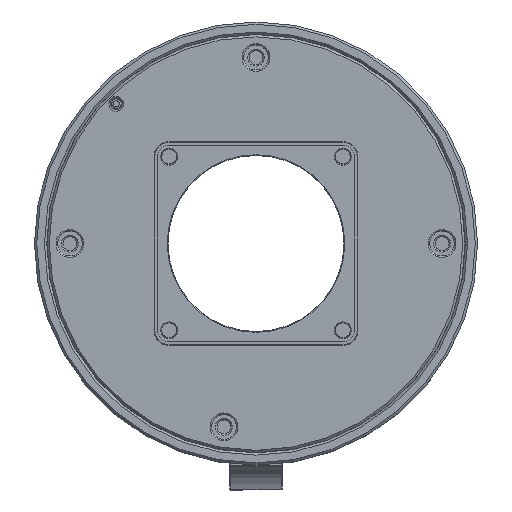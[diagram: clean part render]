
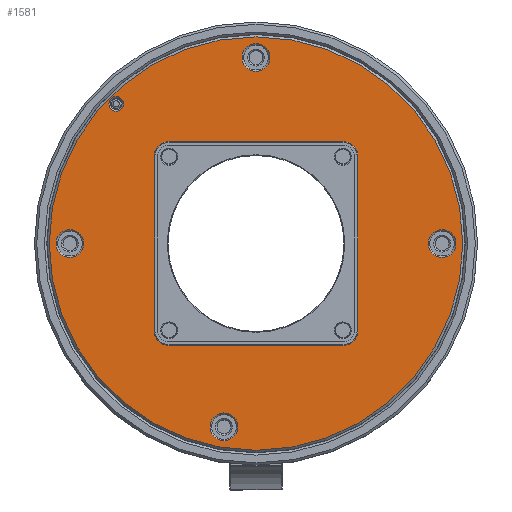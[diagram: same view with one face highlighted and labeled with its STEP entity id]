
A CAD part, top view. The second image highlights one B-rep face of the part: STEP entity #1581.
In plain terms, the highlighted planar face has unit normal (0, 0, 1).
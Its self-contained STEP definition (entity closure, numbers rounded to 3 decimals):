
#1055=FACE_BOUND('',#2154,.T.);
#1056=FACE_BOUND('',#2155,.T.);
#1057=FACE_BOUND('',#2156,.T.);
#1058=FACE_BOUND('',#2157,.T.);
#1059=FACE_BOUND('',#2158,.T.);
#1060=FACE_BOUND('',#2159,.T.);
#1061=FACE_BOUND('',#2160,.T.);
#1320=CIRCLE('',#4653,0.95);
#1321=CIRCLE('',#4654,1.8);
#1322=CIRCLE('',#4655,1.8);
#1323=CIRCLE('',#4656,1.8);
#1324=CIRCLE('',#4657,1.8);
#1325=CIRCLE('',#4658,26.775);
#1326=CIRCLE('',#4659,1.95);
#1327=CIRCLE('',#4660,1.95);
#1328=CIRCLE('',#4661,1.95);
#1329=CIRCLE('',#4662,1.95);
#1581=ADVANCED_FACE('',(#1055,#1056,#1057,#1058,#1059,#1060,#1061),#1732,
 .T.);
#1732=PLANE('',#4663);
#2154=EDGE_LOOP('',(#2920));
#2155=EDGE_LOOP('',(#2921));
#2156=EDGE_LOOP('',(#2922));
#2157=EDGE_LOOP('',(#2923));
#2158=EDGE_LOOP('',(#2924));
#2159=EDGE_LOOP('',(#2925));
#2160=EDGE_LOOP('',(#2926,#2927,#2928,#2929,#2930,#2931,#2932,#2933));
#2920=ORIENTED_EDGE('',*,*,#3796,.T.);
#2921=ORIENTED_EDGE('',*,*,#3797,.T.);
#2922=ORIENTED_EDGE('',*,*,#3798,.T.);
#2923=ORIENTED_EDGE('',*,*,#3799,.T.);
#2924=ORIENTED_EDGE('',*,*,#3800,.T.);
#2925=ORIENTED_EDGE('',*,*,#3801,.T.);
#2926=ORIENTED_EDGE('',*,*,#3802,.T.);
#2927=ORIENTED_EDGE('',*,*,#3803,.T.);
#2928=ORIENTED_EDGE('',*,*,#3804,.T.);
#2929=ORIENTED_EDGE('',*,*,#3805,.T.);
#2930=ORIENTED_EDGE('',*,*,#3806,.T.);
#2931=ORIENTED_EDGE('',*,*,#3807,.T.);
#2932=ORIENTED_EDGE('',*,*,#3808,.T.);
#2933=ORIENTED_EDGE('',*,*,#3809,.T.);
#3387=VERTEX_POINT('',#6722);
#3388=VERTEX_POINT('',#6724);
#3389=VERTEX_POINT('',#6726);
#3390=VERTEX_POINT('',#6728);
#3391=VERTEX_POINT('',#6730);
#3392=VERTEX_POINT('',#6732);
#3393=VERTEX_POINT('',#6734);
#3394=VERTEX_POINT('',#6735);
#3395=VERTEX_POINT('',#6737);
#3396=VERTEX_POINT('',#6739);
#3397=VERTEX_POINT('',#6741);
#3398=VERTEX_POINT('',#6743);
#3399=VERTEX_POINT('',#6745);
#3400=VERTEX_POINT('',#6747);
#3796=EDGE_CURVE('',#3387,#3387,#1320,.T.);
#3797=EDGE_CURVE('',#3388,#3388,#1321,.T.);
#3798=EDGE_CURVE('',#3389,#3389,#1322,.T.);
#3799=EDGE_CURVE('',#3390,#3390,#1323,.T.);
#3800=EDGE_CURVE('',#3391,#3391,#1324,.T.);
#3801=EDGE_CURVE('',#3392,#3392,#1325,.T.);
#3802=EDGE_CURVE('',#3393,#3394,#4078,.T.);
#3803=EDGE_CURVE('',#3394,#3395,#1326,.T.);
#3804=EDGE_CURVE('',#3395,#3396,#4079,.T.);
#3805=EDGE_CURVE('',#3396,#3397,#1327,.T.);
#3806=EDGE_CURVE('',#3397,#3398,#4080,.T.);
#3807=EDGE_CURVE('',#3398,#3399,#1328,.T.);
#3808=EDGE_CURVE('',#3399,#3400,#4081,.T.);
#3809=EDGE_CURVE('',#3400,#3393,#1329,.T.);
#4078=LINE('',#6733,#4278);
#4079=LINE('',#6738,#4279);
#4080=LINE('',#6742,#4280);
#4081=LINE('',#6746,#4281);
#4278=VECTOR('',#5651,1.);
#4279=VECTOR('',#5654,1.);
#4280=VECTOR('',#5657,1.);
#4281=VECTOR('',#5660,1.);
#4653=AXIS2_PLACEMENT_3D('',#6721,#5639,#5640);
#4654=AXIS2_PLACEMENT_3D('',#6723,#5641,#5642);
#4655=AXIS2_PLACEMENT_3D('',#6725,#5643,#5644);
#4656=AXIS2_PLACEMENT_3D('',#6727,#5645,#5646);
#4657=AXIS2_PLACEMENT_3D('',#6729,#5647,#5648);
#4658=AXIS2_PLACEMENT_3D('',#6731,#5649,#5650);
#4659=AXIS2_PLACEMENT_3D('',#6736,#5652,#5653);
#4660=AXIS2_PLACEMENT_3D('',#6740,#5655,#5656);
#4661=AXIS2_PLACEMENT_3D('',#6744,#5658,#5659);
#4662=AXIS2_PLACEMENT_3D('',#6748,#5661,#5662);
#4663=AXIS2_PLACEMENT_3D('',#6749,#5663,#5664);
#5639=DIRECTION('',(0.,0.,-1.));
#5640=DIRECTION('',(1.,0.,0.));
#5641=DIRECTION('',(0.,0.,-1.));
#5642=DIRECTION('',(1.,0.,0.));
#5643=DIRECTION('',(0.,0.,-1.));
#5644=DIRECTION('',(1.,0.,0.));
#5645=DIRECTION('',(0.,0.,-1.));
#5646=DIRECTION('',(1.,0.,0.));
#5647=DIRECTION('',(0.,0.,-1.));
#5648=DIRECTION('',(1.,0.,0.));
#5649=DIRECTION('',(0.,0.,1.));
#5650=DIRECTION('',(1.,0.,0.));
#5651=DIRECTION('',(0.,-1.,0.));
#5652=DIRECTION('',(0.,0.,-1.));
#5653=DIRECTION('',(1.,0.,0.));
#5654=DIRECTION('',(-1.,0.,0.));
#5655=DIRECTION('',(0.,0.,-1.));
#5656=DIRECTION('',(1.,0.,0.));
#5657=DIRECTION('',(0.,1.,0.));
#5658=DIRECTION('',(0.,0.,-1.));
#5659=DIRECTION('',(1.,0.,0.));
#5660=DIRECTION('',(1.,0.,0.));
#5661=DIRECTION('',(0.,0.,-1.));
#5662=DIRECTION('',(1.,0.,0.));
#5663=DIRECTION('',(0.,0.,1.));
#5664=DIRECTION('',(1.,0.,0.));
#6721=CARTESIAN_POINT('',(-18.102,-18.102,2.));
#6722=CARTESIAN_POINT('',(-17.152,-18.102,2.));
#6723=CARTESIAN_POINT('',(0.,-24.1,2.));
#6724=CARTESIAN_POINT('',(1.8,-24.1,2.));
#6725=CARTESIAN_POINT('',(23.74,-4.149,2.));
#6726=CARTESIAN_POINT('',(25.54,-4.149,2.));
#6727=CARTESIAN_POINT('',(0.,24.1,2.));
#6728=CARTESIAN_POINT('',(1.8,24.1,2.));
#6729=CARTESIAN_POINT('',(-24.1,0.,2.));
#6730=CARTESIAN_POINT('',(-22.3,0.,2.));
#6731=CARTESIAN_POINT('',(0.,0.,2.));
#6732=CARTESIAN_POINT('',(26.775,0.,2.));
#6733=CARTESIAN_POINT('',(13.2,0.,2.));
#6734=CARTESIAN_POINT('',(13.2,11.25,2.));
#6735=CARTESIAN_POINT('',(13.2,-11.25,2.));
#6736=CARTESIAN_POINT('',(11.25,-11.25,2.));
#6737=CARTESIAN_POINT('',(11.25,-13.2,2.));
#6738=CARTESIAN_POINT('',(0.,-13.2,2.));
#6739=CARTESIAN_POINT('',(-11.25,-13.2,2.));
#6740=CARTESIAN_POINT('',(-11.25,-11.25,2.));
#6741=CARTESIAN_POINT('',(-13.2,-11.25,2.));
#6742=CARTESIAN_POINT('',(-13.2,0.,2.));
#6743=CARTESIAN_POINT('',(-13.2,11.25,2.));
#6744=CARTESIAN_POINT('',(-11.25,11.25,2.));
#6745=CARTESIAN_POINT('',(-11.25,13.2,2.));
#6746=CARTESIAN_POINT('',(0.,13.2,2.));
#6747=CARTESIAN_POINT('',(11.25,13.2,2.));
#6748=CARTESIAN_POINT('',(11.25,11.25,2.));
#6749=CARTESIAN_POINT('',(0.,0.,2.));
